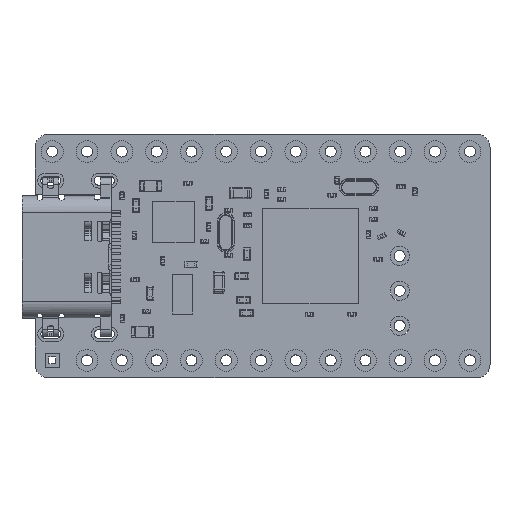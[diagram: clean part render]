
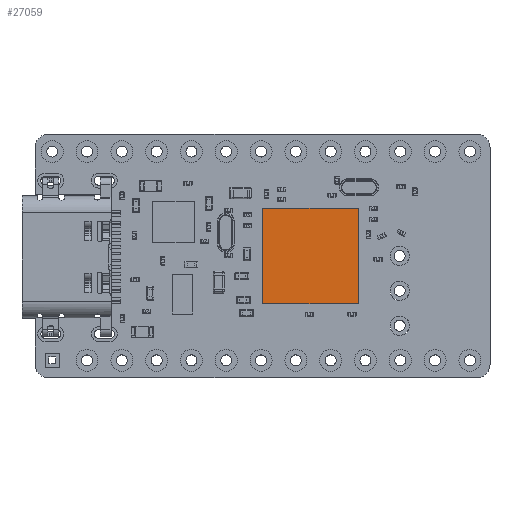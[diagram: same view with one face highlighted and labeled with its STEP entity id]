
A CAD part, top view. The second image highlights one B-rep face of the part: STEP entity #27059.
In plain terms, the highlighted planar face has unit normal (0, 0, 1).
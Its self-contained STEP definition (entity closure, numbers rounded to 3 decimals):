
#2234=PLANE('',#29713);
#3708=FACE_OUTER_BOUND('',#5371,.T.);
#5371=EDGE_LOOP('',(#24917,#24918,#24919,#24920));
#7914=LINE('',#49022,#10493);
#7917=LINE('',#49028,#10496);
#7920=LINE('',#49034,#10499);
#7923=LINE('',#49038,#10502);
#10493=VECTOR('',#37191,10.);
#10496=VECTOR('',#37196,10.);
#10499=VECTOR('',#37201,10.);
#10502=VECTOR('',#37206,10.);
#13808=VERTEX_POINT('',#49019);
#13809=VERTEX_POINT('',#49021);
#13811=VERTEX_POINT('',#49027);
#13813=VERTEX_POINT('',#49033);
#17521=EDGE_CURVE('',#13809,#13808,#7914,.T.);
#17524=EDGE_CURVE('',#13811,#13809,#7917,.T.);
#17527=EDGE_CURVE('',#13813,#13811,#7920,.T.);
#17530=EDGE_CURVE('',#13808,#13813,#7923,.T.);
#24917=ORIENTED_EDGE('',*,*,#17530,.T.);
#24918=ORIENTED_EDGE('',*,*,#17527,.T.);
#24919=ORIENTED_EDGE('',*,*,#17524,.T.);
#24920=ORIENTED_EDGE('',*,*,#17521,.T.);
#27059=ADVANCED_FACE('',(#3708),#2234,.T.);
#29713=AXIS2_PLACEMENT_3D('',#49039,#37207,#37208);
#37191=DIRECTION('',(0.,1.,0.));
#37196=DIRECTION('',(1.,0.,0.));
#37201=DIRECTION('',(0.,-1.,0.));
#37206=DIRECTION('',(-1.,0.,0.));
#37207=DIRECTION('center_axis',(0.,0.,1.));
#37208=DIRECTION('ref_axis',(1.,0.,0.));
#49019=CARTESIAN_POINT('',(7.,3.5,1.9));
#49021=CARTESIAN_POINT('',(7.,-3.5,1.9));
#49022=CARTESIAN_POINT('',(7.,3.5,1.9));
#49027=CARTESIAN_POINT('',(0.,-3.5,1.9));
#49028=CARTESIAN_POINT('',(7.,-3.5,1.9));
#49033=CARTESIAN_POINT('',(0.,3.5,1.9));
#49034=CARTESIAN_POINT('',(0.,-3.5,1.9));
#49038=CARTESIAN_POINT('',(0.,3.5,1.9));
#49039=CARTESIAN_POINT('Origin',(3.5,0.,1.9));
